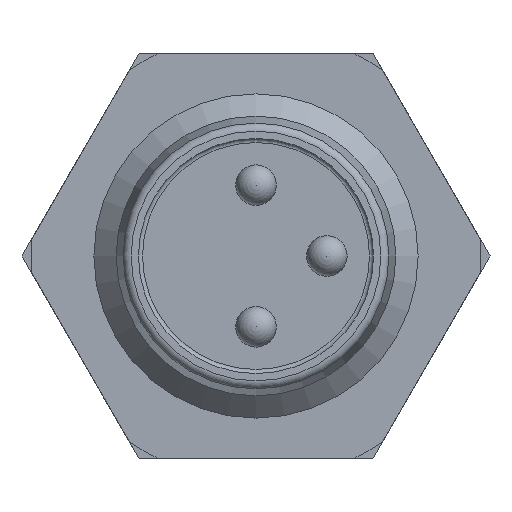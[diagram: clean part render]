
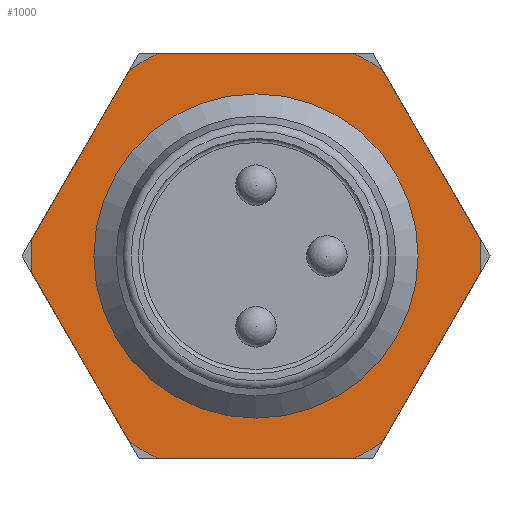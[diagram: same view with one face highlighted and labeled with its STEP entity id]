
A CAD part, left-side view. The second image highlights one B-rep face of the part: STEP entity #1000.
In plain terms, the highlighted planar face has unit normal (-1, 0, 0).
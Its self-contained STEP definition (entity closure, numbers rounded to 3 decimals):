
#48=PLANE('',#1338);
#190=EDGE_LOOP('',(#461,#462,#463,#464,#465,#466,#467,#468,#469,#470,#471,
#472));
#191=EDGE_LOOP('',(#473));
#333=CIRCLE('',#1331,5.55);
#334=CIRCLE('',#1332,5.55);
#335=CIRCLE('',#1333,5.55);
#336=CIRCLE('',#1334,5.55);
#337=CIRCLE('',#1335,5.55);
#338=CIRCLE('',#1336,5.55);
#339=CIRCLE('',#1337,4.);
#461=ORIENTED_EDGE('',*,*,#753,.F.);
#462=ORIENTED_EDGE('',*,*,#754,.T.);
#463=ORIENTED_EDGE('',*,*,#755,.F.);
#464=ORIENTED_EDGE('',*,*,#756,.T.);
#465=ORIENTED_EDGE('',*,*,#757,.F.);
#466=ORIENTED_EDGE('',*,*,#758,.T.);
#467=ORIENTED_EDGE('',*,*,#759,.F.);
#468=ORIENTED_EDGE('',*,*,#760,.T.);
#469=ORIENTED_EDGE('',*,*,#761,.F.);
#470=ORIENTED_EDGE('',*,*,#762,.T.);
#471=ORIENTED_EDGE('',*,*,#763,.F.);
#472=ORIENTED_EDGE('',*,*,#764,.T.);
#473=ORIENTED_EDGE('',*,*,#765,.T.);
#753=EDGE_CURVE('',#1224,#1225,#333,.T.);
#754=EDGE_CURVE('',#1224,#1226,#882,.T.);
#755=EDGE_CURVE('',#1227,#1226,#334,.T.);
#756=EDGE_CURVE('',#1227,#1228,#883,.T.);
#757=EDGE_CURVE('',#1229,#1228,#335,.T.);
#758=EDGE_CURVE('',#1229,#1230,#884,.T.);
#759=EDGE_CURVE('',#1231,#1230,#336,.T.);
#760=EDGE_CURVE('',#1231,#1232,#885,.T.);
#761=EDGE_CURVE('',#1233,#1232,#337,.T.);
#762=EDGE_CURVE('',#1233,#1234,#886,.T.);
#763=EDGE_CURVE('',#1235,#1234,#338,.T.);
#764=EDGE_CURVE('',#1235,#1225,#887,.T.);
#765=EDGE_CURVE('',#1236,#1236,#339,.T.);
#882=LINE('',#1970,#938);
#883=LINE('',#1974,#939);
#884=LINE('',#1978,#940);
#885=LINE('',#1982,#941);
#886=LINE('',#1986,#942);
#887=LINE('',#1990,#943);
#938=VECTOR('',#1551,1.);
#939=VECTOR('',#1554,1.);
#940=VECTOR('',#1557,1.);
#941=VECTOR('',#1560,1.);
#942=VECTOR('',#1563,1.);
#943=VECTOR('',#1566,1.);
#1000=ADVANCED_FACE('',(#1089,#1090),#48,.T.);
#1089=FACE_BOUND('',#190,.T.);
#1090=FACE_BOUND('',#191,.T.);
#1224=VERTEX_POINT('',#1968);
#1225=VERTEX_POINT('',#1969);
#1226=VERTEX_POINT('',#1971);
#1227=VERTEX_POINT('',#1973);
#1228=VERTEX_POINT('',#1975);
#1229=VERTEX_POINT('',#1977);
#1230=VERTEX_POINT('',#1979);
#1231=VERTEX_POINT('',#1981);
#1232=VERTEX_POINT('',#1983);
#1233=VERTEX_POINT('',#1985);
#1234=VERTEX_POINT('',#1987);
#1235=VERTEX_POINT('',#1989);
#1236=VERTEX_POINT('',#1992);
#1331=AXIS2_PLACEMENT_3D('',#1967,#1549,#1550);
#1332=AXIS2_PLACEMENT_3D('',#1972,#1552,#1553);
#1333=AXIS2_PLACEMENT_3D('',#1976,#1555,#1556);
#1334=AXIS2_PLACEMENT_3D('',#1980,#1558,#1559);
#1335=AXIS2_PLACEMENT_3D('',#1984,#1561,#1562);
#1336=AXIS2_PLACEMENT_3D('',#1988,#1564,#1565);
#1337=AXIS2_PLACEMENT_3D('',#1991,#1567,#1568);
#1338=AXIS2_PLACEMENT_3D('',#1993,#1569,#1570);
#1549=DIRECTION('',(1.,0.,0.));
#1550=DIRECTION('',(0.,0.5,0.866));
#1551=DIRECTION('',(0.,1.,0.));
#1552=DIRECTION('',(1.,0.,0.));
#1553=DIRECTION('',(0.,0.5,0.866));
#1554=DIRECTION('',(0.,0.5,-0.866));
#1555=DIRECTION('',(1.,0.,0.));
#1556=DIRECTION('',(0.,0.5,0.866));
#1557=DIRECTION('',(0.,-0.5,-0.866));
#1558=DIRECTION('',(1.,0.,0.));
#1559=DIRECTION('',(0.,0.5,0.866));
#1560=DIRECTION('',(0.,-1.,0.));
#1561=DIRECTION('',(1.,0.,0.));
#1562=DIRECTION('',(0.,0.5,0.866));
#1563=DIRECTION('',(0.,-0.5,0.866));
#1564=DIRECTION('',(1.,0.,0.));
#1565=DIRECTION('',(0.,0.5,0.866));
#1566=DIRECTION('',(0.,0.5,0.866));
#1567=DIRECTION('',(1.,0.,0.));
#1568=DIRECTION('',(0.,1.,0.));
#1569=DIRECTION('',(-1.,0.,0.));
#1570=DIRECTION('',(0.,-1.,0.));
#1967=CARTESIAN_POINT('',(3.5,0.,0.));
#1968=CARTESIAN_POINT('',(3.5,-2.409,5.));
#1969=CARTESIAN_POINT('',(3.5,-3.126,4.586));
#1970=CARTESIAN_POINT('',(3.5,0.,5.));
#1971=CARTESIAN_POINT('',(3.5,2.409,5.));
#1972=CARTESIAN_POINT('',(3.5,0.,0.));
#1973=CARTESIAN_POINT('',(3.5,3.126,4.586));
#1974=CARTESIAN_POINT('',(3.5,2.887,5.));
#1975=CARTESIAN_POINT('',(3.5,5.535,0.414));
#1976=CARTESIAN_POINT('',(3.5,0.,0.));
#1977=CARTESIAN_POINT('',(3.5,5.535,-0.414));
#1978=CARTESIAN_POINT('',(3.5,5.774,0.));
#1979=CARTESIAN_POINT('',(3.5,3.126,-4.586));
#1980=CARTESIAN_POINT('',(3.5,0.,0.));
#1981=CARTESIAN_POINT('',(3.5,2.409,-5.));
#1982=CARTESIAN_POINT('',(3.5,0.,-5.));
#1983=CARTESIAN_POINT('',(3.5,-2.409,-5.));
#1984=CARTESIAN_POINT('',(3.5,0.,0.));
#1985=CARTESIAN_POINT('',(3.5,-3.126,-4.586));
#1986=CARTESIAN_POINT('',(3.5,-2.887,-5.));
#1987=CARTESIAN_POINT('',(3.5,-5.535,-0.414));
#1988=CARTESIAN_POINT('',(3.5,0.,0.));
#1989=CARTESIAN_POINT('',(3.5,-5.535,0.414));
#1990=CARTESIAN_POINT('',(3.5,-5.774,0.));
#1991=CARTESIAN_POINT('',(3.5,0.,0.));
#1992=CARTESIAN_POINT('',(3.5,4.,0.));
#1993=CARTESIAN_POINT('',(3.5,8.,0.));
